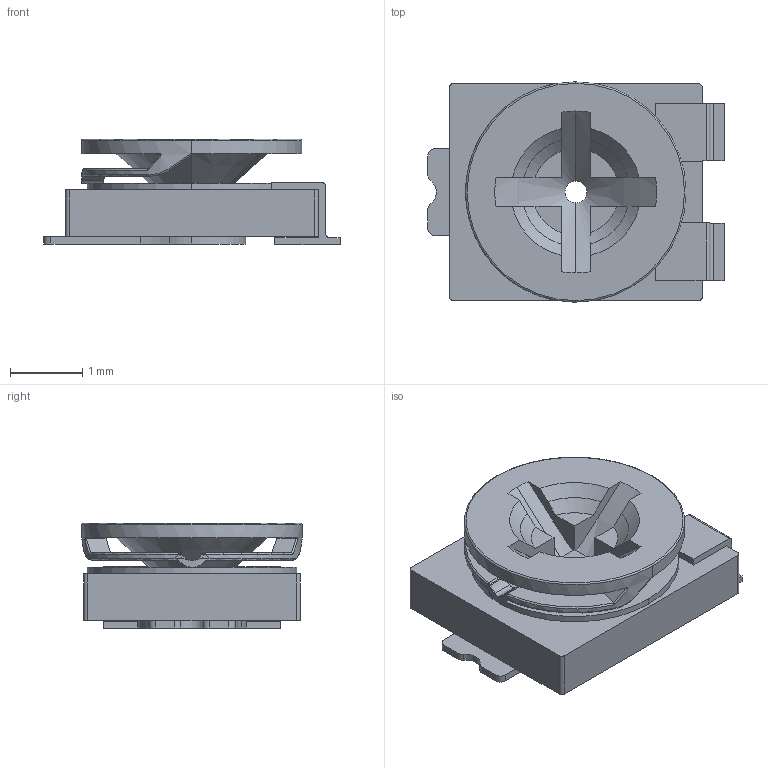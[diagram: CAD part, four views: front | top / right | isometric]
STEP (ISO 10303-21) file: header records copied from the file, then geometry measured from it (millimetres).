
FILE_DESCRIPTION(('FreeCAD Model'),'2;1');
FILE_NAME('Open CASCADE Shape Model','2022-03-08T19:51:00',(''),(''), 'Open CASCADE STEP processor 7.5','FreeCAD','Unknown');
FILE_SCHEMA(('AUTOMOTIVE_DESIGN { 1 0 10303 214 1 1 1 1 }'));
Length unit declared in the file: millimetre
Products named in the file (6): U1; RES-ADJ-SMD_VG039NCH; COMPOUND004; COMPOUND001; COMPOUND002; COMPOUND003
Assembly tree (5 placements, depth 4):
  U1
    RES-ADJ-SMD_VG039NCH
      COMPOUND004
        COMPOUND001
        COMPOUND002
        COMPOUND003
Bounding box: 4.1 x 3.05 x 1.46 mm (x, y, z)
Volume: 9.3 mm3; surface area: 61.9 mm2
Topology: 3 solids, 3 shells, 200 faces, 536 edges, 351 vertices
Faces by surface type: plane 117, cylinder 37, bspline 28, cone 12, torus 6
Entity records: 18751 total; most frequent: CARTESIAN_POINT 7339, DIRECTION 1704, LINE 1086, VECTOR 1086, ORIENTED_EDGE 1072, PCURVE 1072, DEFINITIONAL_REPRESENTATION 1072, EDGE_CURVE 536
